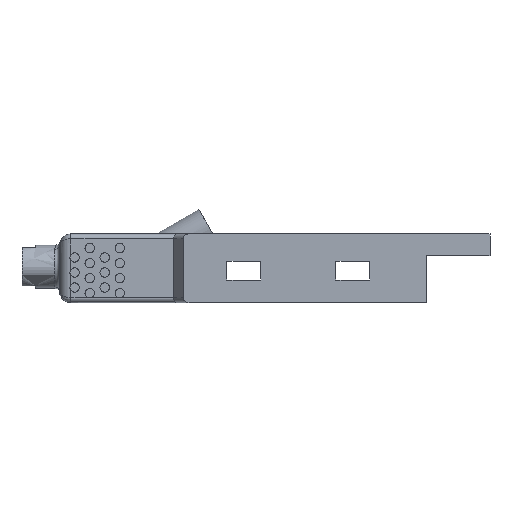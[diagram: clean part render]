
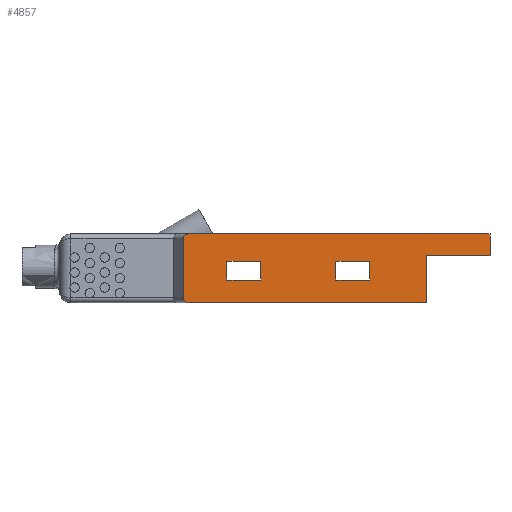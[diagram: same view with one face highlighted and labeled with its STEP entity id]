
A CAD part, front view. The second image highlights one B-rep face of the part: STEP entity #4857.
In plain terms, the highlighted planar face has unit normal (0, -1, 0).
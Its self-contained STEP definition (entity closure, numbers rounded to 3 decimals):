
#130=FACE_BOUND('',#1678,.T.);
#131=FACE_BOUND('',#1679,.T.);
#184=PLANE('',#5281);
#316=ELLIPSE('',#5279,0.307,0.25);
#317=ELLIPSE('',#5282,0.307,0.25);
#459=LINE('',#7915,#854);
#502=LINE('',#8364,#897);
#530=LINE('',#8512,#925);
#531=LINE('',#8515,#926);
#532=LINE('',#8517,#927);
#533=LINE('',#8518,#928);
#534=LINE('',#8521,#929);
#535=LINE('',#8523,#930);
#536=LINE('',#8525,#931);
#537=LINE('',#8526,#932);
#538=LINE('',#8529,#933);
#539=LINE('',#8531,#934);
#540=LINE('',#8533,#935);
#541=LINE('',#8534,#936);
#854=VECTOR('',#5794,10.);
#897=VECTOR('',#6003,10.);
#925=VECTOR('',#6165,10.);
#926=VECTOR('',#6168,10.);
#927=VECTOR('',#6169,10.);
#928=VECTOR('',#6170,10.);
#929=VECTOR('',#6171,10.);
#930=VECTOR('',#6172,10.);
#931=VECTOR('',#6173,10.);
#932=VECTOR('',#6174,10.);
#933=VECTOR('',#6175,10.);
#934=VECTOR('',#6176,10.);
#935=VECTOR('',#6177,10.);
#936=VECTOR('',#6178,10.);
#1320=FACE_OUTER_BOUND('',#1677,.T.);
#1677=EDGE_LOOP('',(#3969,#3970,#3971,#3972,#3973,#3974,#3975,#3976));
#1678=EDGE_LOOP('',(#3977,#3978,#3979,#3980));
#1679=EDGE_LOOP('',(#3981,#3982,#3983,#3984));
#2294=VERTEX_POINT('',#7912);
#2295=VERTEX_POINT('',#7914);
#2398=VERTEX_POINT('',#8361);
#2399=VERTEX_POINT('',#8363);
#2451=VERTEX_POINT('',#8506);
#2452=VERTEX_POINT('',#8511);
#2453=VERTEX_POINT('',#8514);
#2454=VERTEX_POINT('',#8516);
#2455=VERTEX_POINT('',#8519);
#2456=VERTEX_POINT('',#8520);
#2457=VERTEX_POINT('',#8522);
#2458=VERTEX_POINT('',#8524);
#2459=VERTEX_POINT('',#8527);
#2460=VERTEX_POINT('',#8528);
#2461=VERTEX_POINT('',#8530);
#2462=VERTEX_POINT('',#8532);
#2808=EDGE_CURVE('',#2294,#2295,#459,.T.);
#2942=EDGE_CURVE('',#2399,#2398,#502,.T.);
#3017=EDGE_CURVE('',#2451,#2294,#316,.T.);
#3018=EDGE_CURVE('',#2452,#2451,#530,.F.);
#3019=EDGE_CURVE('',#2399,#2452,#317,.T.);
#3020=EDGE_CURVE('',#2398,#2453,#531,.F.);
#3021=EDGE_CURVE('',#2453,#2454,#532,.T.);
#3022=EDGE_CURVE('',#2454,#2295,#533,.T.);
#3023=EDGE_CURVE('',#2455,#2456,#534,.F.);
#3024=EDGE_CURVE('',#2456,#2457,#535,.F.);
#3025=EDGE_CURVE('',#2457,#2458,#536,.F.);
#3026=EDGE_CURVE('',#2458,#2455,#537,.F.);
#3027=EDGE_CURVE('',#2459,#2460,#538,.F.);
#3028=EDGE_CURVE('',#2460,#2461,#539,.F.);
#3029=EDGE_CURVE('',#2461,#2462,#540,.F.);
#3030=EDGE_CURVE('',#2462,#2459,#541,.F.);
#3969=ORIENTED_EDGE('',*,*,#3017,.F.);
#3970=ORIENTED_EDGE('',*,*,#3018,.F.);
#3971=ORIENTED_EDGE('',*,*,#3019,.F.);
#3972=ORIENTED_EDGE('',*,*,#2942,.T.);
#3973=ORIENTED_EDGE('',*,*,#3020,.T.);
#3974=ORIENTED_EDGE('',*,*,#3021,.T.);
#3975=ORIENTED_EDGE('',*,*,#3022,.T.);
#3976=ORIENTED_EDGE('',*,*,#2808,.F.);
#3977=ORIENTED_EDGE('',*,*,#3023,.T.);
#3978=ORIENTED_EDGE('',*,*,#3024,.T.);
#3979=ORIENTED_EDGE('',*,*,#3025,.T.);
#3980=ORIENTED_EDGE('',*,*,#3026,.T.);
#3981=ORIENTED_EDGE('',*,*,#3027,.T.);
#3982=ORIENTED_EDGE('',*,*,#3028,.T.);
#3983=ORIENTED_EDGE('',*,*,#3029,.T.);
#3984=ORIENTED_EDGE('',*,*,#3030,.T.);
#4857=ADVANCED_FACE('',(#1320,#130,#131),#184,.T.);
#5279=AXIS2_PLACEMENT_3D('',#8508,#6159,#6160);
#5281=AXIS2_PLACEMENT_3D('',#8510,#6163,#6164);
#5282=AXIS2_PLACEMENT_3D('',#8513,#6166,#6167);
#5794=DIRECTION('',(1.,0.,0.));
#6003=DIRECTION('',(1.,0.,0.));
#6159=DIRECTION('center_axis',(0.,1.,0.));
#6160=DIRECTION('ref_axis',(-1.,0.,0.));
#6163=DIRECTION('center_axis',(0.,-1.,0.));
#6164=DIRECTION('ref_axis',(0.,0.,1.));
#6165=DIRECTION('',(0.,0.,-1.));
#6166=DIRECTION('center_axis',(0.,1.,0.));
#6167=DIRECTION('ref_axis',(-1.,0.,0.));
#6168=DIRECTION('',(0.,0.,-1.));
#6169=DIRECTION('',(1.,0.,0.));
#6170=DIRECTION('',(0.,0.,1.));
#6171=DIRECTION('',(0.,0.,-1.));
#6172=DIRECTION('',(-1.,0.,0.));
#6173=DIRECTION('',(0.,0.,1.));
#6174=DIRECTION('',(1.,0.,0.));
#6175=DIRECTION('',(0.,0.,-1.));
#6176=DIRECTION('',(-1.,0.,0.));
#6177=DIRECTION('',(0.,0.,1.));
#6178=DIRECTION('',(1.,0.,0.));
#7912=CARTESIAN_POINT('',(-16.014,-0.637,-0.085));
#7914=CARTESIAN_POINT('',(0.,-0.637,-0.085));
#7915=CARTESIAN_POINT('',(-7.5,-0.637,-0.085));
#8361=CARTESIAN_POINT('',(-3.4,-0.637,-3.735));
#8363=CARTESIAN_POINT('',(-16.014,-0.637,-3.735));
#8364=CARTESIAN_POINT('',(-15.,-0.637,-3.735));
#8506=CARTESIAN_POINT('',(-16.321,-0.637,-0.335));
#8508=CARTESIAN_POINT('Origin',(-16.014,-0.637,-0.335));
#8510=CARTESIAN_POINT('Origin',(-15.,-0.637,-3.735));
#8511=CARTESIAN_POINT('',(-16.321,-0.637,-3.485));
#8512=CARTESIAN_POINT('',(-16.321,-0.637,-3.735));
#8513=CARTESIAN_POINT('Origin',(-16.014,-0.637,-3.485));
#8514=CARTESIAN_POINT('',(-3.4,-0.637,-1.235));
#8515=CARTESIAN_POINT('',(-3.4,-0.637,-2.485));
#8516=CARTESIAN_POINT('',(0.,-0.637,-1.235));
#8517=CARTESIAN_POINT('',(-7.5,-0.637,-1.235));
#8518=CARTESIAN_POINT('',(0.,-0.637,-2.26));
#8519=CARTESIAN_POINT('',(-14.,-0.637,-2.535));
#8520=CARTESIAN_POINT('',(-14.,-0.637,-1.535));
#8521=CARTESIAN_POINT('',(-14.,-0.637,-2.635));
#8522=CARTESIAN_POINT('',(-12.2,-0.637,-1.535));
#8523=CARTESIAN_POINT('',(-13.6,-0.637,-1.535));
#8524=CARTESIAN_POINT('',(-12.2,-0.637,-2.535));
#8525=CARTESIAN_POINT('',(-12.2,-0.637,-3.135));
#8526=CARTESIAN_POINT('',(-14.5,-0.637,-2.535));
#8527=CARTESIAN_POINT('',(-8.2,-0.637,-2.535));
#8528=CARTESIAN_POINT('',(-8.2,-0.637,-1.535));
#8529=CARTESIAN_POINT('',(-8.2,-0.637,-2.635));
#8530=CARTESIAN_POINT('',(-6.4,-0.637,-1.535));
#8531=CARTESIAN_POINT('',(-10.7,-0.637,-1.535));
#8532=CARTESIAN_POINT('',(-6.4,-0.637,-2.535));
#8533=CARTESIAN_POINT('',(-6.4,-0.637,-3.135));
#8534=CARTESIAN_POINT('',(-11.6,-0.637,-2.535));
